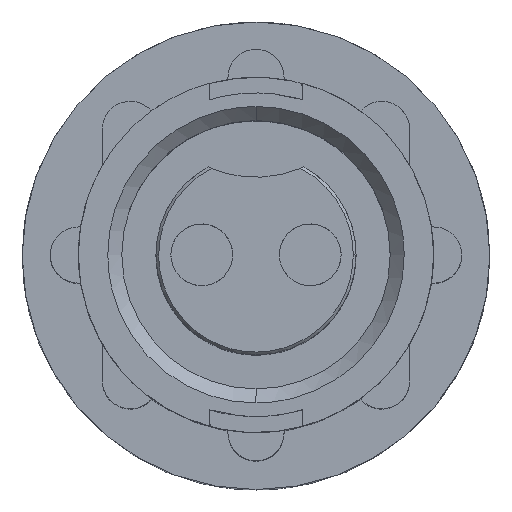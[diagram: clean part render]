
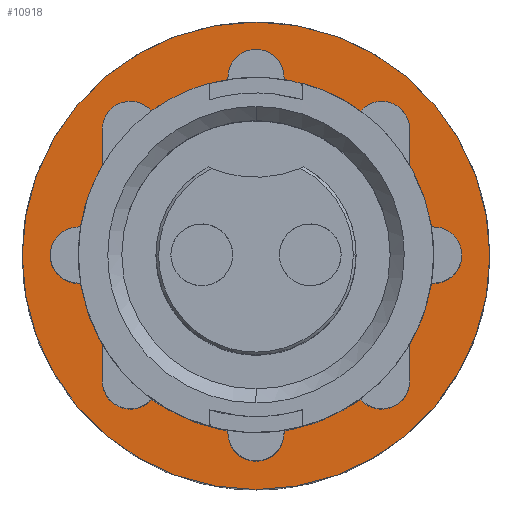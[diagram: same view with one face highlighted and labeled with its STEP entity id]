
A CAD part, top view. The second image highlights one B-rep face of the part: STEP entity #10918.
In plain terms, the highlighted planar face has unit normal (0, 0, 1).
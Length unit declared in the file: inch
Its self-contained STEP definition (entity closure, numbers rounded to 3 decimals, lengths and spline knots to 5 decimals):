
#254 = CARTESIAN_POINT ( 'NONE',  ( 0., 0., 0.266 ) ) ;
#323 = DIRECTION ( 'NONE',  ( 0., 0., -1. ) ) ;
#365 = DIRECTION ( 'NONE',  ( -1., 0., 0. ) ) ;
#868 = CARTESIAN_POINT ( 'NONE',  ( 0., 0., 0.266 ) ) ;
#869 = DIRECTION ( 'NONE',  ( 0., 0., -1. ) ) ;
#870 = DIRECTION ( 'NONE',  ( -1., 0., 0. ) ) ;
#2202 = CARTESIAN_POINT ( 'NONE',  ( 0., 0., 0.266 ) ) ;
#2210 = DIRECTION ( 'NONE',  ( 0., 0., -1. ) ) ;
#2212 = DIRECTION ( 'NONE',  ( 1., 0., 0. ) ) ;
#3416 = VERTEX_POINT ( 'NONE', #5098 ) ;
#3423 = VERTEX_POINT ( 'NONE', #5091 ) ;
#3449 = VERTEX_POINT ( 'NONE', #5069 ) ;
#3584 = VERTEX_POINT ( 'NONE', #4965 ) ;
#4785 = DIRECTION ( 'NONE',  ( 1., 0., 0. ) ) ;
#4786 = DIRECTION ( 'NONE',  ( 0., 0., -1. ) ) ;
#4787 = CARTESIAN_POINT ( 'NONE',  ( 0., 0., 0.266 ) ) ;
#4965 = CARTESIAN_POINT ( 'NONE',  ( -0.25, 0., 0.266 ) ) ;
#5069 = CARTESIAN_POINT ( 'NONE',  ( 0.25, 0., 0.266 ) ) ;
#5091 = CARTESIAN_POINT ( 'NONE',  ( -0.1705, 0., 0.266 ) ) ;
#5098 = CARTESIAN_POINT ( 'NONE',  ( 0.1705, 0., 0.266 ) ) ;
#5259 = ORIENTED_EDGE ( 'NONE', *, *, #11002, .T. ) ;
#5298 = ORIENTED_EDGE ( 'NONE', *, *, #9650, .F. ) ;
#5311 = ORIENTED_EDGE ( 'NONE', *, *, #11110, .F. ) ;
#5321 = ORIENTED_EDGE ( 'NONE', *, *, #9861, .T. ) ;
#5532 = EDGE_LOOP ( 'NONE', ( #5259, #5321 ) ) ;
#5533 = EDGE_LOOP ( 'NONE', ( #5298, #5311 ) ) ;
#6485 = PLANE ( 'NONE',  #9542 ) ;
#6486 = CARTESIAN_POINT ( 'NONE',  ( 0., 0.1725, 0.266 ) ) ;
#6487 = DIRECTION ( 'NONE',  ( 0., 0., 1. ) ) ;
#6488 = DIRECTION ( 'NONE',  ( 1., 0., 0. ) ) ;
#9122 = AXIS2_PLACEMENT_3D ( 'NONE', #868, #869, #870 ) ;
#9218 = AXIS2_PLACEMENT_3D ( 'NONE', #254, #323, #365 ) ;
#9389 = AXIS2_PLACEMENT_3D ( 'NONE', #2202, #2210, #2212 ) ;
#9405 = AXIS2_PLACEMENT_3D ( 'NONE', #4787, #4786, #4785 ) ;
#9542 = AXIS2_PLACEMENT_3D ( 'NONE', #6486, #6487, #6488 ) ;
#9550 = FACE_BOUND ( 'NONE', #5532, .T. ) ;
#9580 = FACE_OUTER_BOUND ( 'NONE', #5533, .T. ) ;
#9650 = EDGE_CURVE ( 'NONE', #3449, #3584, #9654, .T. ) ;
#9654 = CIRCLE ( 'NONE', #9405, 0.25 ) ;
#9680 = CIRCLE ( 'NONE', #9218, 0.1705 ) ;
#9753 = CIRCLE ( 'NONE', #9389, 0.25 ) ;
#9849 = CIRCLE ( 'NONE', #9122, 0.1705 ) ;
#9861 = EDGE_CURVE ( 'NONE', #3416, #3423, #9680, .T. ) ;
#10918 = ADVANCED_FACE ( 'NONE', ( #9550, #9580 ), #6485, .T. ) ;
#11002 = EDGE_CURVE ( 'NONE', #3423, #3416, #9849, .T. ) ;
#11110 = EDGE_CURVE ( 'NONE', #3584, #3449, #9753, .T. ) ;
